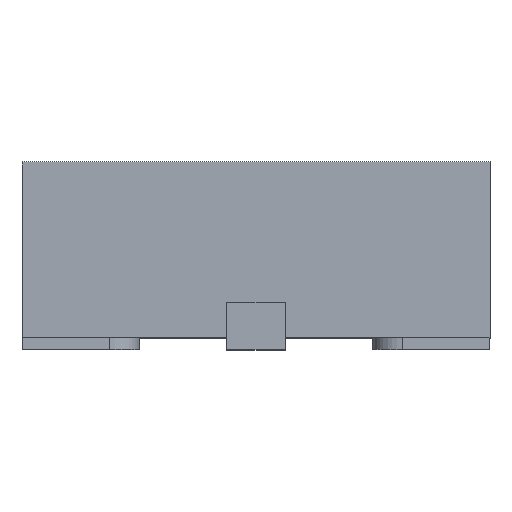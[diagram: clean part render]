
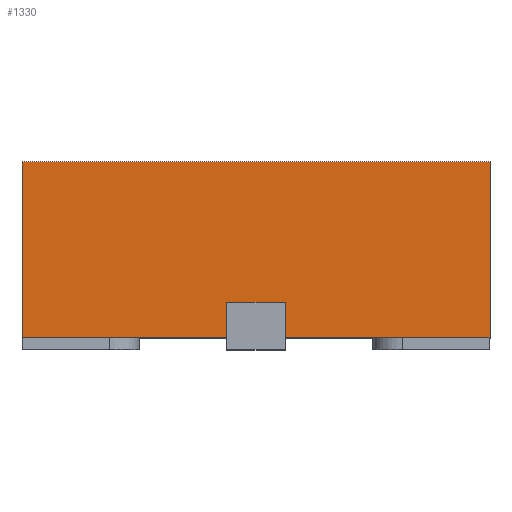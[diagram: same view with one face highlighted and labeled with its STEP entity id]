
A CAD part, top view. The second image highlights one B-rep face of the part: STEP entity #1330.
In plain terms, the highlighted planar face has unit normal (0, 0, 1).
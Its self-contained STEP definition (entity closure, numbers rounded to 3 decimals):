
#279 = DIRECTION ( 'NONE',  ( 0., -1., 0. ) ) ;
#296 = VECTOR ( 'NONE', #3766, 1000. ) ;
#397 = LINE ( 'NONE', #2771, #296 ) ;
#399 = LINE ( 'NONE', #711, #1153 ) ;
#581 = LINE ( 'NONE', #2748, #3715 ) ;
#638 = LINE ( 'NONE', #2290, #4079 ) ;
#668 = VERTEX_POINT ( 'NONE', #2437 ) ;
#681 = PLANE ( 'NONE',  #1782 ) ;
#682 = DIRECTION ( 'NONE',  ( 1., 0., 0. ) ) ;
#694 = LINE ( 'NONE', #2138, #893 ) ;
#711 = CARTESIAN_POINT ( 'NONE',  ( 0.125, 0.2, 1. ) ) ;
#749 = DIRECTION ( 'NONE',  ( 0., 0., -1. ) ) ;
#757 = LINE ( 'NONE', #2230, #3299 ) ;
#799 = DIRECTION ( 'NONE',  ( 1., 0., 0. ) ) ;
#893 = VECTOR ( 'NONE', #799, 1000. ) ;
#1002 = ORIENTED_EDGE ( 'NONE', *, *, #1340, .T. ) ;
#1036 = DIRECTION ( 'NONE',  ( 0., -1., 0. ) ) ;
#1050 = DIRECTION ( 'NONE',  ( 0., -1., 0. ) ) ;
#1068 = CARTESIAN_POINT ( 'NONE',  ( -0.125, 0.05, 1. ) ) ;
#1150 = ORIENTED_EDGE ( 'NONE', *, *, #1825, .F. ) ;
#1153 = VECTOR ( 'NONE', #1036, 1000. ) ;
#1228 = ORIENTED_EDGE ( 'NONE', *, *, #2743, .T. ) ;
#1330 = ADVANCED_FACE ( 'NONE', ( #1461 ), #681, .F. ) ;
#1340 = EDGE_CURVE ( 'NONE', #2553, #2724, #2347, .T. ) ;
#1367 = CARTESIAN_POINT ( 'NONE',  ( -1., 0.05, 1. ) ) ;
#1375 = VERTEX_POINT ( 'NONE', #1068 ) ;
#1461 = FACE_OUTER_BOUND ( 'NONE', #1661, .T. ) ;
#1498 = VERTEX_POINT ( 'NONE', #2586 ) ;
#1634 = ORIENTED_EDGE ( 'NONE', *, *, #1866, .F. ) ;
#1661 = EDGE_LOOP ( 'NONE', ( #1228, #3943, #1150, #1634, #1002, #2029, #3430, #1780 ) ) ;
#1751 = CARTESIAN_POINT ( 'NONE',  ( 0.125, 0.05, 1. ) ) ;
#1752 = CARTESIAN_POINT ( 'NONE',  ( 0.125, 0.2, 1. ) ) ;
#1767 = VERTEX_POINT ( 'NONE', #3938 ) ;
#1780 = ORIENTED_EDGE ( 'NONE', *, *, #2105, .T. ) ;
#1782 = AXIS2_PLACEMENT_3D ( 'NONE', #2022, #749, #3064 ) ;
#1794 = EDGE_CURVE ( 'NONE', #2724, #1375, #638, .T. ) ;
#1825 = EDGE_CURVE ( 'NONE', #1767, #668, #581, .T. ) ;
#1866 = EDGE_CURVE ( 'NONE', #2553, #1767, #694, .T. ) ;
#2022 = CARTESIAN_POINT ( 'NONE',  ( 1., 4.428, 1. ) ) ;
#2029 = ORIENTED_EDGE ( 'NONE', *, *, #1794, .T. ) ;
#2067 = LINE ( 'NONE', #3352, #3376 ) ;
#2105 = EDGE_CURVE ( 'NONE', #1498, #3784, #2067, .T. ) ;
#2138 = CARTESIAN_POINT ( 'NONE',  ( 1., 0.8, 1. ) ) ;
#2230 = CARTESIAN_POINT ( 'NONE',  ( -0.125, 0.2, 1. ) ) ;
#2290 = CARTESIAN_POINT ( 'NONE',  ( 1., 0.05, 1. ) ) ;
#2305 = DIRECTION ( 'NONE',  ( 1., 0., 0. ) ) ;
#2347 = LINE ( 'NONE', #4010, #4086 ) ;
#2381 = CARTESIAN_POINT ( 'NONE',  ( -1., 0.8, 1. ) ) ;
#2437 = CARTESIAN_POINT ( 'NONE',  ( 1., 0.05, 1. ) ) ;
#2541 = VERTEX_POINT ( 'NONE', #1751 ) ;
#2553 = VERTEX_POINT ( 'NONE', #2381 ) ;
#2586 = CARTESIAN_POINT ( 'NONE',  ( -0.125, 0.2, 1. ) ) ;
#2662 = EDGE_CURVE ( 'NONE', #1498, #1375, #757, .T. ) ;
#2724 = VERTEX_POINT ( 'NONE', #1367 ) ;
#2743 = EDGE_CURVE ( 'NONE', #3784, #2541, #399, .T. ) ;
#2748 = CARTESIAN_POINT ( 'NONE',  ( 1., 4.428, 1. ) ) ;
#2771 = CARTESIAN_POINT ( 'NONE',  ( 1., 0.05, 1. ) ) ;
#2890 = EDGE_CURVE ( 'NONE', #2541, #668, #397, .T. ) ;
#3064 = DIRECTION ( 'NONE',  ( -1., 0., 0. ) ) ;
#3102 = DIRECTION ( 'NONE',  ( 0., -1., 0. ) ) ;
#3299 = VECTOR ( 'NONE', #279, 1000. ) ;
#3352 = CARTESIAN_POINT ( 'NONE',  ( 0.125, 0.2, 1. ) ) ;
#3376 = VECTOR ( 'NONE', #682, 1000. ) ;
#3430 = ORIENTED_EDGE ( 'NONE', *, *, #2662, .F. ) ;
#3715 = VECTOR ( 'NONE', #3102, 1000. ) ;
#3766 = DIRECTION ( 'NONE',  ( 1., 0., 0. ) ) ;
#3784 = VERTEX_POINT ( 'NONE', #1752 ) ;
#3938 = CARTESIAN_POINT ( 'NONE',  ( 1., 0.8, 1. ) ) ;
#3943 = ORIENTED_EDGE ( 'NONE', *, *, #2890, .T. ) ;
#4010 = CARTESIAN_POINT ( 'NONE',  ( -1., 4.428, 1. ) ) ;
#4079 = VECTOR ( 'NONE', #2305, 1000. ) ;
#4086 = VECTOR ( 'NONE', #1050, 1000. ) ;
